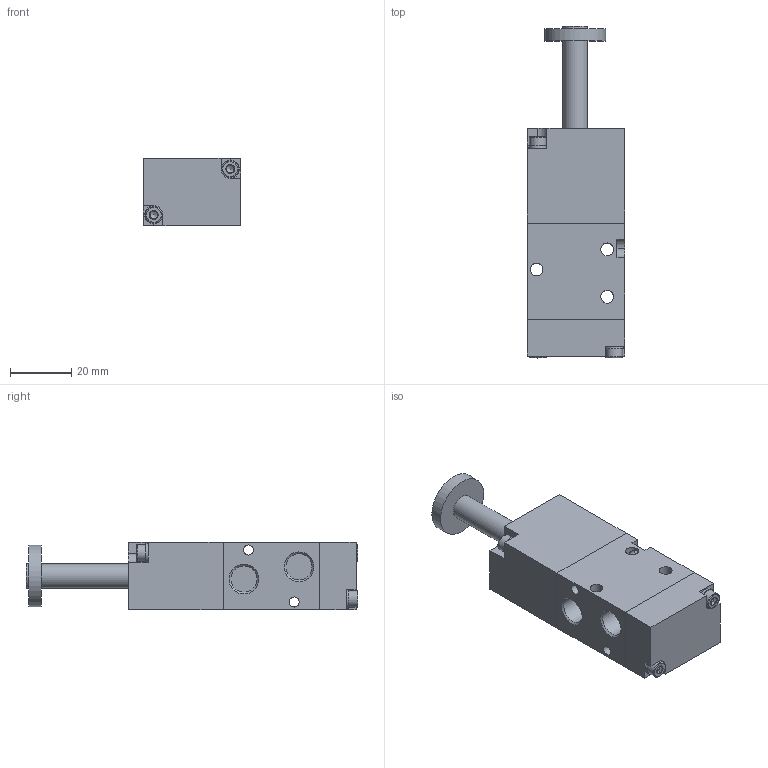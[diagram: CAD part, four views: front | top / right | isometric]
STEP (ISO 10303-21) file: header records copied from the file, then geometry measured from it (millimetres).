
FILE_DESCRIPTION(/* description */ ('Alibre Inc.'),/* implementation_level */ '2;1');
FILE_NAME(/* name */ 'export-6DA9DCF7-9E8D-40FB-B145-744F060D9BD7',/* time_stamp */ '2021-10-28T16:07:09+02:00',/* author */ (''),/* organization */ (''),/* preprocessor_version */ 'ST-DEVELOPER v17',/* originating_system */ 'Alibre',/* authorisation */ '');
FILE_SCHEMA (('AUTOMOTIVE_DESIGN'));
Length unit declared in the file: millimetre
Products named in the file (6): _SOV23SOS-c; _Washer ISO 8738 3; HI_Cylinder head screw DIN 912 M3x12; _SOV23SOSNC-b; _PNV23SOS-com; 7010020200
Bounding box: 32 x 108.6 x 22 mm (x, y, z)
Volume: 52089.9 mm3; surface area: 16923.1 mm2
Topology: 11 solids, 11 shells, 187 faces, 454 edges, 300 vertices
Faces by surface type: plane 116, cylinder 39, cone 20, torus 12
Full cylindrical faces by diameter (mm): 3 x8, 3.3 x3, 4.134 x1, 4.2 x3, 5.4 x1, 5.5 x4, 6 x4, 8 x2, 8.566 x3, 20 x1
Entity records: 3518 total; most frequent: CARTESIAN_POINT 767, ORIENTED_EDGE 510, DIRECTION 472, EDGE_CURVE 255, AXIS2_PLACEMENT_3D 194, VERTEX_POINT 171, VECTOR 152, LINE 152
